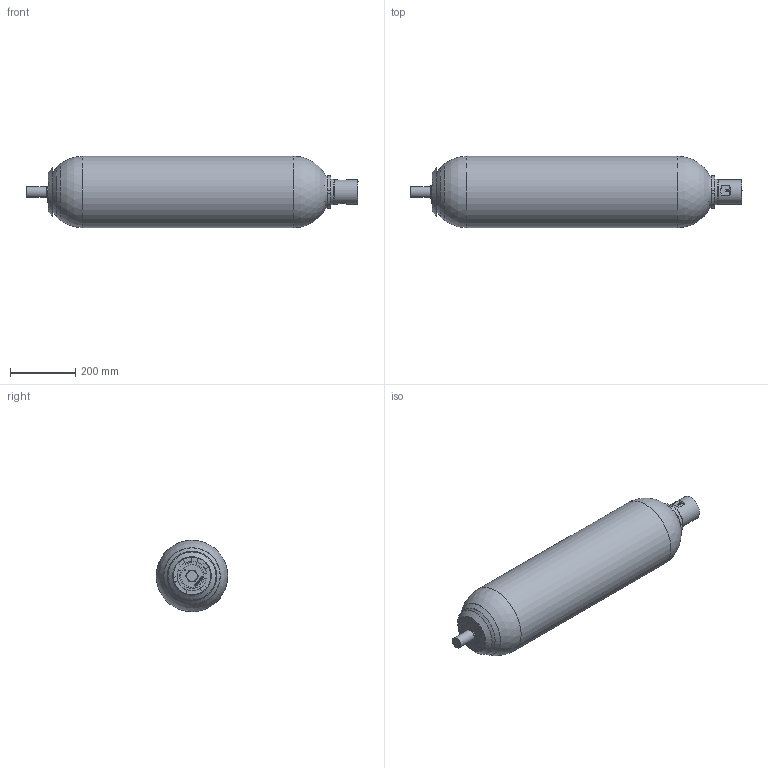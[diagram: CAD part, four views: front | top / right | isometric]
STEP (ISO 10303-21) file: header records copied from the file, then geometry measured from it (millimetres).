
FILE_DESCRIPTION( ( 'HBS STEP-File Kundenversion ' ), '1' );
FILE_NAME( 'HENNLICH S-10010__HBS 24L-330-90.stp', '25.10.2015', ( 'O.Gabriel' ), ( 'HENNLICH - HCT GmbH' ), 'PSStep 17.0.49', 'Solid Edge', ' ' );
FILE_SCHEMA( ( 'AUTOMOTIVE_DESIGN { 1 0 10303 214 1 1 1 1 }' ) );
Length unit declared in the file: millimetre
Products named in the file (8): 1; 2; 3; 4; 5; 6; 7; 8
Bounding box: 1017.55 x 219.1 x 219.1 mm (x, y, z)
Surface area: 687289.7 mm2 (no closed solid volume)
Topology: 0 solids, 107 shells, 107 faces, 716 edges, 690 vertices
Faces by surface type: plane 67, cylinder 15, cone 14, torus 7, sphere 4
Full cylindrical faces by diameter (mm): 33.7 x2, 54 x1, 56.656 x1, 60 x1, 76 x1, 79 x1, 101 x1, 219.1 x1
Entity records: 7988 total; most frequent: CARTESIAN_POINT 2021, DIRECTION 1006, ORIENTED_EDGE 678, EDGE_CURVE 678, VERTEX_POINT 678, LINE 444, VECTOR 444, AXIS2_PLACEMENT_3D 281
